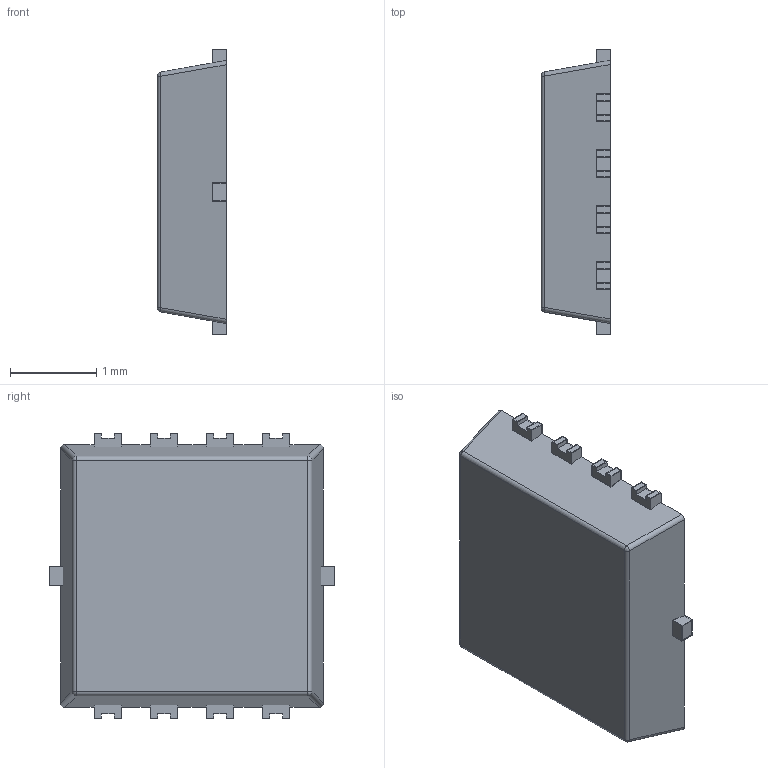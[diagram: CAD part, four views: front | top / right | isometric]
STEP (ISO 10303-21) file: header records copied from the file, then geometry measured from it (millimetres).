
FILE_DESCRIPTION(/* description */ ('Unknown'),/* implementation_level */ '2;1');
FILE_NAME(/* name */ 'SWP-PowerDI3333-8L',/* time_stamp */ '2023-08-30T13:10:04+08:00',/* author */ ('Unknown'),/* organization */ ('Unknown'),/* preprocessor_version */ 'ST-DEVELOPER v18.102',/* originating_system */ 'Solid Edge',/* authorisation */ 'Unknown');
FILE_SCHEMA (('AUTOMOTIVE_DESIGN {1 0 10303 214 3 1 1}'));
Length unit declared in the file: millimetre
Products named in the file (5): SWP-PowerDI3333-8L; LDF; Plating; Ag plating; CPD
Assembly tree (4 placements, depth 2):
  SWP-PowerDI3333-8L
    LDF
    Plating
    Ag plating
    CPD
Bounding box: 0.81 x 3.3 x 3.3 mm (x, y, z)
Volume: 6.9 mm3; surface area: 65.2 mm2
Topology: 10 solids, 10 shells, 480 faces, 1438 edges, 952 vertices
Faces by surface type: plane 404, cylinder 72, sphere 4
Entity records: 16166 total; most frequent: CARTESIAN_POINT 2871, ORIENTED_EDGE 2868, DIRECTION 2548, EDGE_CURVE 1434, LINE 1290, VECTOR 1290, VERTEX_POINT 952, AXIS2_PLACEMENT_3D 629
